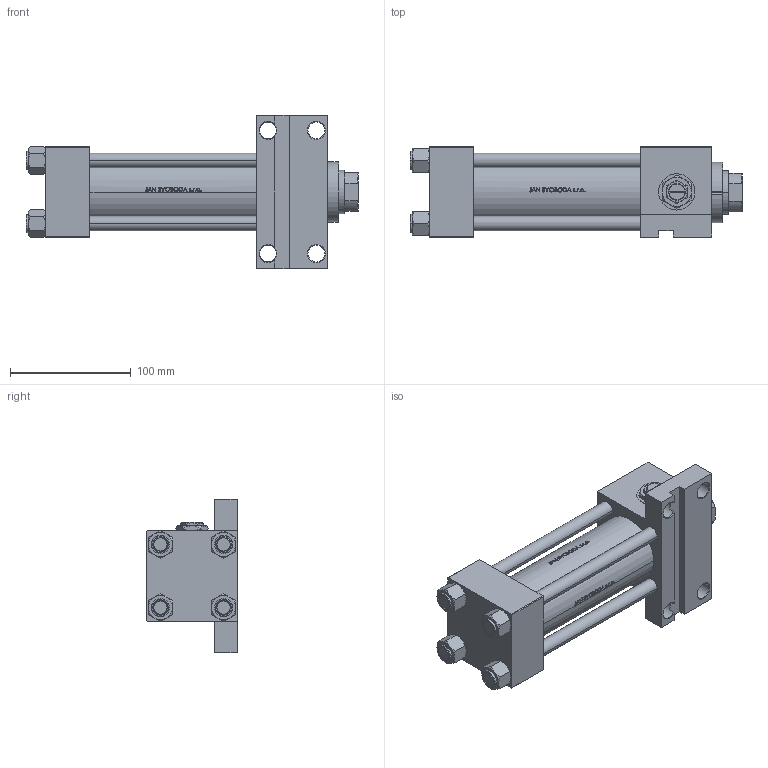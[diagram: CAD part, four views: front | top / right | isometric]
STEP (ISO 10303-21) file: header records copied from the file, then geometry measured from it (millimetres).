
FILE_DESCRIPTION (( 'STEP AP203' ), '1' );
FILE_NAME ('1e93.STEP', '2023-01-17T18:38:02', ( '' ), ( '' ), 'SwSTEP 2.0', 'SolidWorks 2019', '' );
FILE_SCHEMA (( 'CONFIG_CONTROL_DESIGN' ));
Length unit declared in the file: millimetre
Products named in the file (7): V215CR_F_Body ef6b269ca6c7921ffef6811f526f4e0b; V215_VC_A ef6b269ca6c7921ffef6811f526f4e0b; Zatka_pro_OIL_PORT ef6b269ca6c7921ffef6811f526f4e0b; 1e93; NUT_M5_F ef6b269ca6c7921ffef6811f526f4e0b; V215CR_VCP_F ef6b269ca6c7921ffef6811f526f4e0b; V215CR_F_TYCINKA ef6b269ca6c7921ffef6811f526f4e0b
Assembly tree (12 placements, depth 2):
  1e93
    V215CR_F_Body ef6b269ca6c7921ffef6811f526f4e0b
    V215CR_VCP_F ef6b269ca6c7921ffef6811f526f4e0b
    V215CR_F_TYCINKA ef6b269ca6c7921ffef6811f526f4e0b  x4
    NUT_M5_F ef6b269ca6c7921ffef6811f526f4e0b  x4
    V215_VC_A ef6b269ca6c7921ffef6811f526f4e0b
    Zatka_pro_OIL_PORT ef6b269ca6c7921ffef6811f526f4e0b
Bounding box: 275 x 75 x 127 mm (x, y, z)
Volume: 885124.1 mm3; surface area: 214252.4 mm2
Topology: 12 solids, 12 shells, 1159 faces, 2872 edges, 1853 vertices
Faces by surface type: plane 465, bspline 380, cone 172, cylinder 134, torus 8
Entity records: 49628 total; most frequent: CARTESIAN_POINT 26519, ORIENTED_EDGE 5236, DIRECTION 3358, EDGE_CURVE 2618, VERTEX_POINT 1709, VECTOR 1328, LINE 1328, EDGE_LOOP 1177
